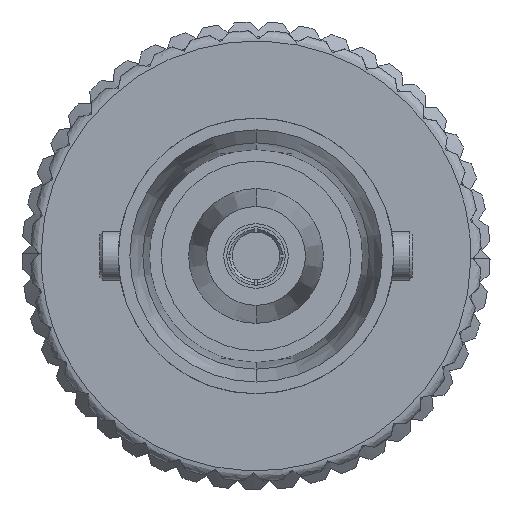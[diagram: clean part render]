
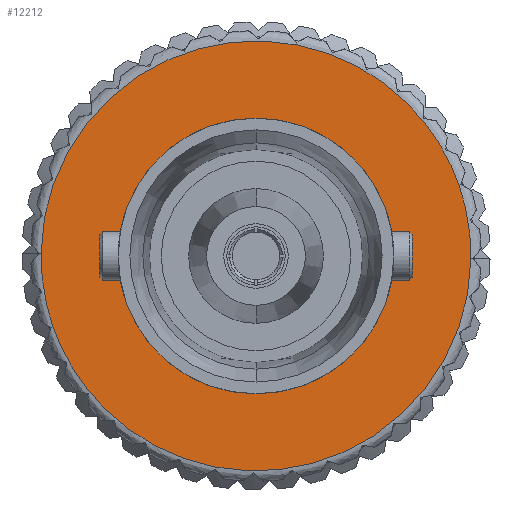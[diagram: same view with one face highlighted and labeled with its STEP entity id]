
A CAD part, left-side view. The second image highlights one B-rep face of the part: STEP entity #12212.
In plain terms, the highlighted face is planar.
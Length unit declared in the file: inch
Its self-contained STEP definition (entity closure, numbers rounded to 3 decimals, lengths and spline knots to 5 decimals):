
#2 = CARTESIAN_POINT ( 'NONE',  ( 0.41339, 0.82677, -1.01181 ) ) ;
#11 = EDGE_LOOP ( 'NONE', ( #14644, #15022 ) ) ;
#642 =( BOUNDED_CURVE ( )  B_SPLINE_CURVE ( 3, ( #9333, #2, #11830, #15335 ),
 .UNSPECIFIED., .F., .T. ) 
 B_SPLINE_CURVE_WITH_KNOTS ( ( 4, 4 ),
 ( 0., 1. ),
 .UNSPECIFIED. ) 
 CURVE ( )  GEOMETRIC_REPRESENTATION_ITEM ( )  RATIONAL_B_SPLINE_CURVE ( ( 1., 0.333, 0.333, 1. ) ) 
 REPRESENTATION_ITEM ( '' )  );
#1346 = PLANE ( 'NONE',  #2443 ) ;
#1607 = CARTESIAN_POINT ( 'NONE',  ( 0.41339, 0., -1.01181 ) ) ;
#1931 = VERTEX_POINT ( 'NONE', #8880 ) ;
#2443 = AXIS2_PLACEMENT_3D ( 'NONE', #9684, #3761, #8507 ) ;
#2872 = ORIENTED_EDGE ( 'NONE', *, *, #9357, .T. ) ;
#3761 = DIRECTION ( 'NONE',  ( 0., 0., 1. ) ) ;
#3993 = FACE_OUTER_BOUND ( 'NONE', #11, .T. ) ;
#5027 = EDGE_CURVE ( 'NONE', #13302, #1931, #6048, .T. ) ;
#5259 = VERTEX_POINT ( 'NONE', #1607 ) ;
#5285 = CARTESIAN_POINT ( 'NONE',  ( -0.41339, 0., -1.01181 ) ) ;
#5313 = AXIS2_PLACEMENT_3D ( 'NONE', #8645, #7083, #13081 ) ;
#5499 = CARTESIAN_POINT ( 'NONE',  ( 0., 0., -1.01181 ) ) ;
#5845 = CARTESIAN_POINT ( 'NONE',  ( 0.41339, -0.82677, -1.01181 ) ) ;
#6048 = CIRCLE ( 'NONE', #5313, 0.1378 ) ;
#6699 = VERTEX_POINT ( 'NONE', #5285 ) ;
#7001 = CARTESIAN_POINT ( 'NONE',  ( -0.41339, 0., -1.01181 ) ) ;
#7083 = DIRECTION ( 'NONE',  ( 0., 0., 1. ) ) ;
#7256 = FACE_BOUND ( 'NONE', #13670, .T. ) ;
#7641 = EDGE_CURVE ( 'NONE', #5259, #6699, #642, .T. ) ;
#7910 = DIRECTION ( 'NONE',  ( -1., 0., 0. ) ) ;
#8507 = DIRECTION ( 'NONE',  ( 1., 0., 0. ) ) ;
#8645 = CARTESIAN_POINT ( 'NONE',  ( 0., 0., -1.01181 ) ) ;
#8880 = CARTESIAN_POINT ( 'NONE',  ( -0.1378, 0., -1.01181 ) ) ;
#9065 = ORIENTED_EDGE ( 'NONE', *, *, #5027, .T. ) ;
#9333 = CARTESIAN_POINT ( 'NONE',  ( 0.41339, 0., -1.01181 ) ) ;
#9357 = EDGE_CURVE ( 'NONE', #1931, #13302, #10869, .T. ) ;
#9418 = CARTESIAN_POINT ( 'NONE',  ( 0.1378, 0., -1.01181 ) ) ;
#9684 = CARTESIAN_POINT ( 'NONE',  ( 0., 0.31004, -1.01181 ) ) ;
#10600 = CARTESIAN_POINT ( 'NONE',  ( 0.41339, 0., -1.01181 ) ) ;
#10869 = CIRCLE ( 'NONE', #11371, 0.1378 ) ;
#11090 = EDGE_CURVE ( 'NONE', #6699, #5259, #12269, .T. ) ;
#11371 = AXIS2_PLACEMENT_3D ( 'NONE', #5499, #12579, #7910 ) ;
#11757 = CARTESIAN_POINT ( 'NONE',  ( -0.41339, -0.82677, -1.01181 ) ) ;
#11830 = CARTESIAN_POINT ( 'NONE',  ( -0.41339, 0.82677, -1.01181 ) ) ;
#12212 = ADVANCED_FACE ( 'NONE', ( #3993, #7256 ), #1346, .F. ) ;
#12269 =( BOUNDED_CURVE ( )  B_SPLINE_CURVE ( 3, ( #7001, #11757, #5845, #10600 ),
 .UNSPECIFIED., .F., .T. ) 
 B_SPLINE_CURVE_WITH_KNOTS ( ( 4, 4 ),
 ( 0., 1. ),
 .UNSPECIFIED. ) 
 CURVE ( )  GEOMETRIC_REPRESENTATION_ITEM ( )  RATIONAL_B_SPLINE_CURVE ( ( 1., 0.333, 0.333, 1. ) ) 
 REPRESENTATION_ITEM ( '' )  );
#12579 = DIRECTION ( 'NONE',  ( 0., 0., 1. ) ) ;
#13081 = DIRECTION ( 'NONE',  ( -1., 0., 0. ) ) ;
#13302 = VERTEX_POINT ( 'NONE', #9418 ) ;
#13670 = EDGE_LOOP ( 'NONE', ( #2872, #9065 ) ) ;
#14644 = ORIENTED_EDGE ( 'NONE', *, *, #11090, .F. ) ;
#15022 = ORIENTED_EDGE ( 'NONE', *, *, #7641, .F. ) ;
#15335 = CARTESIAN_POINT ( 'NONE',  ( -0.41339, 0., -1.01181 ) ) ;
